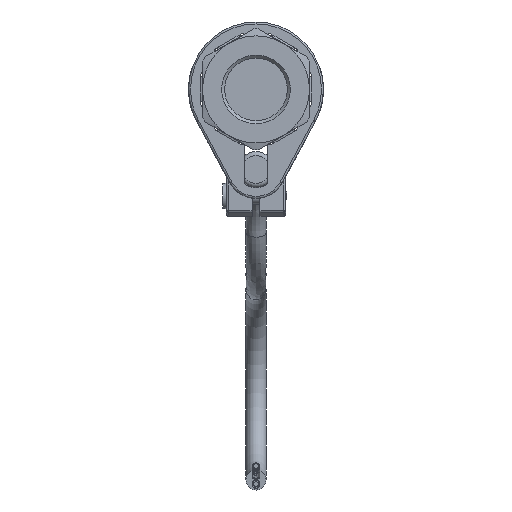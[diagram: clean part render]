
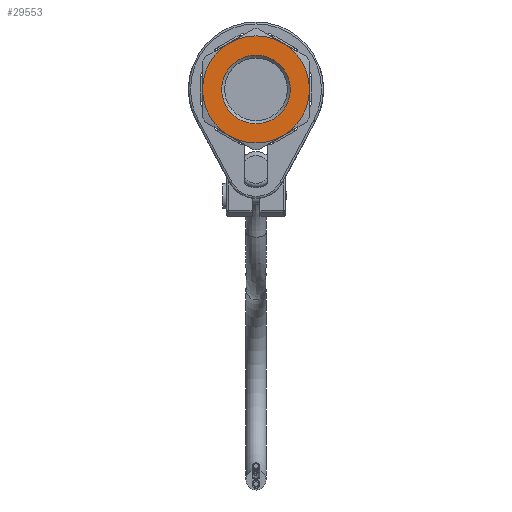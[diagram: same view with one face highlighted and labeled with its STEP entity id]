
A CAD part, left-side view. The second image highlights one B-rep face of the part: STEP entity #29553.
In plain terms, the highlighted planar face has unit normal (-1, 0, 0).
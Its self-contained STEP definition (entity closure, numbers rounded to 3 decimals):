
#4791=ORIENTED_EDGE('',*,*,#11125,.T.);
#4792=ORIENTED_EDGE('',*,*,#11127,.T.);
#4793=ORIENTED_EDGE('',*,*,#11128,.T.);
#4794=ORIENTED_EDGE('',*,*,#11129,.T.);
#4795=ORIENTED_EDGE('',*,*,#11130,.T.);
#4796=ORIENTED_EDGE('',*,*,#11131,.T.);
#4797=ORIENTED_EDGE('',*,*,#11132,.T.);
#11125=EDGE_CURVE('',#14294,#14294,#16425,.F.);
#11127=EDGE_CURVE('',#14296,#14297,#16427,.T.);
#11128=EDGE_CURVE('',#14297,#14298,#16428,.T.);
#11129=EDGE_CURVE('',#14298,#14299,#16429,.T.);
#11130=EDGE_CURVE('',#14299,#14300,#16430,.T.);
#11131=EDGE_CURVE('',#14300,#14301,#16431,.T.);
#11132=EDGE_CURVE('',#14301,#14296,#16432,.T.);
#14294=VERTEX_POINT('',#36692);
#14296=VERTEX_POINT('',#36698);
#14297=VERTEX_POINT('',#36699);
#14298=VERTEX_POINT('',#36701);
#14299=VERTEX_POINT('',#36703);
#14300=VERTEX_POINT('',#36705);
#14301=VERTEX_POINT('',#36707);
#16425=CIRCLE('',#30828,8.655);
#16427=CIRCLE('',#30832,13.5);
#16428=CIRCLE('',#30833,13.5);
#16429=CIRCLE('',#30834,13.5);
#16430=CIRCLE('',#30835,13.5);
#16431=CIRCLE('',#30836,13.5);
#16432=CIRCLE('',#30837,13.5);
#16787=EDGE_LOOP('',(#4791));
#16788=EDGE_LOOP('',(#4792,#4793,#4794,#4795,#4796,#4797));
#18311=FACE_BOUND('',#16787,.T.);
#18312=FACE_BOUND('',#16788,.T.);
#19831=PLANE('',#30831);
#29553=ADVANCED_FACE('',(#18311,#18312),#19831,.T.);
#30828=AXIS2_PLACEMENT_3D('',#36691,#32281,#32282);
#30831=AXIS2_PLACEMENT_3D('',#36696,#32287,#32288);
#30832=AXIS2_PLACEMENT_3D('',#36697,#32289,#32290);
#30833=AXIS2_PLACEMENT_3D('',#36700,#32291,#32292);
#30834=AXIS2_PLACEMENT_3D('',#36702,#32293,#32294);
#30835=AXIS2_PLACEMENT_3D('',#36704,#32295,#32296);
#30836=AXIS2_PLACEMENT_3D('',#36706,#32297,#32298);
#30837=AXIS2_PLACEMENT_3D('',#36708,#32299,#32300);
#32281=DIRECTION('',(-1.,0.,0.));
#32282=DIRECTION('',(0.,0.,1.));
#32287=DIRECTION('',(-1.,0.,0.));
#32288=DIRECTION('',(0.,0.,1.));
#32289=DIRECTION('',(-1.,0.,0.));
#32290=DIRECTION('',(0.,0.,1.));
#32291=DIRECTION('',(-1.,0.,0.));
#32292=DIRECTION('',(0.,0.,1.));
#32293=DIRECTION('',(-1.,0.,0.));
#32294=DIRECTION('',(0.,0.,1.));
#32295=DIRECTION('',(-1.,0.,0.));
#32296=DIRECTION('',(0.,0.,1.));
#32297=DIRECTION('',(-1.,0.,0.));
#32298=DIRECTION('',(0.,0.,1.));
#32299=DIRECTION('',(-1.,0.,0.));
#32300=DIRECTION('',(0.,0.,1.));
#36691=CARTESIAN_POINT('',(0.,0.,0.));
#36692=CARTESIAN_POINT('',(0.,0.,8.655));
#36696=CARTESIAN_POINT('',(0.,0.,0.));
#36697=CARTESIAN_POINT('',(0.,0.,0.));
#36698=CARTESIAN_POINT('',(0.,13.5,0.));
#36699=CARTESIAN_POINT('',(0.,6.75,-11.691));
#36700=CARTESIAN_POINT('',(0.,0.,0.));
#36701=CARTESIAN_POINT('',(0.,-6.75,-11.691));
#36702=CARTESIAN_POINT('',(0.,0.,0.));
#36703=CARTESIAN_POINT('',(0.,-13.5,0.));
#36704=CARTESIAN_POINT('',(0.,0.,0.));
#36705=CARTESIAN_POINT('',(0.,-6.75,11.691));
#36706=CARTESIAN_POINT('',(0.,0.,0.));
#36707=CARTESIAN_POINT('',(0.,6.75,11.691));
#36708=CARTESIAN_POINT('',(0.,0.,0.));
